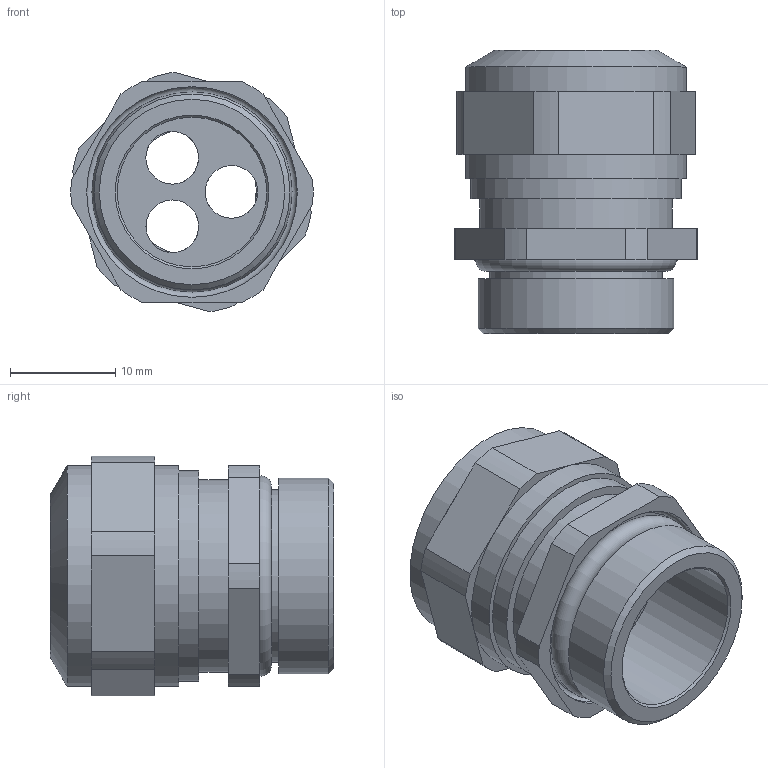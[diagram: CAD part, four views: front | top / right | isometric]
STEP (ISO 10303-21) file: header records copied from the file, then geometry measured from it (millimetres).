
FILE_DESCRIPTION(/* description */ (''),/* implementation_level */ '2;1');
FILE_NAME(/* name */ '3D_1021000031503-WNAM_A-PG11__3_(D3.5-5.0)_V1.0.stp',/* time_stamp */ '2024-03-18T08:51:49+08:00',/* author */ (''),/* organization */ (''),/* preprocessor_version */ 'ST-DEVELOPER v18.1',/* originating_system */ 'SIEMENS PLM Software NX 1980',/* authorisation */ '');
FILE_SCHEMA (('AUTOMOTIVE_DESIGN { 1 0 10303 214 3 1 1 1 }'));
Length unit declared in the file: millimetre
Products named in the file (1): 3D1021000031503_01-WNAM_A-PG11__3_D3.5-5.0
Bounding box: 22.99 x 26.9 x 22.75 mm (x, y, z)
Volume: 5668.5 mm3; surface area: 5238 mm2
Topology: 1 solids, 3 shells, 591 faces, 1725 edges, 1145 vertices
Faces by surface type: cylinder 306, plane 272, cone 6, extrusion 4, torus 3
Full cylindrical faces by diameter (mm): 5 x3, 12.2 x1, 14.2 x1, 16 x1, 16.4 x1, 18.3 x2, 18.6 x1, 18.917 x1, 20 x2, 21 x2
Entity records: 20866 total; most frequent: CARTESIAN_POINT 5707, ORIENTED_EDGE 3372, DIRECTION 2954, EDGE_CURVE 1686, VERTEX_POINT 1131, AXIS2_PLACEMENT_3D 1104, VECTOR 746, LINE 742
